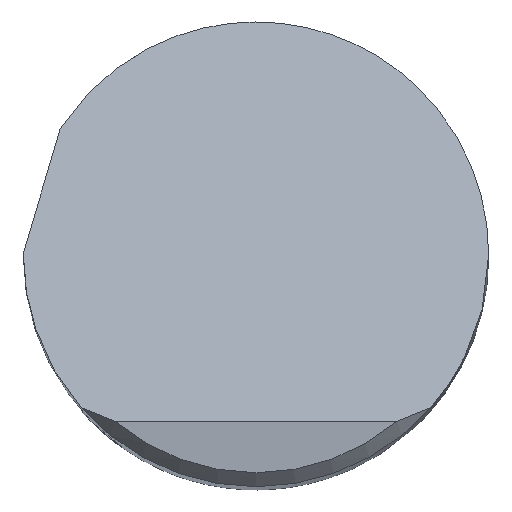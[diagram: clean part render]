
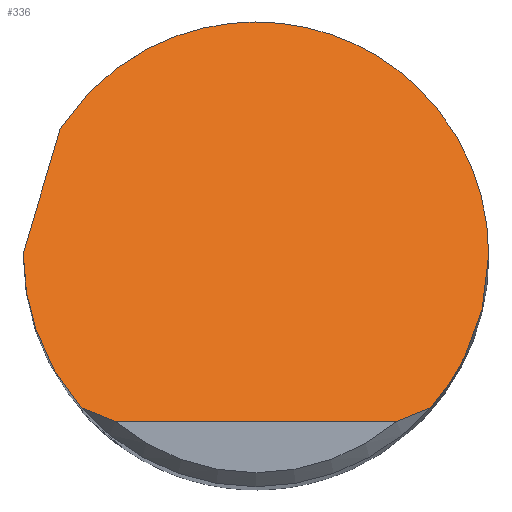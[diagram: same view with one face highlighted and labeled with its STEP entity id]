
A CAD part, top view. The second image highlights one B-rep face of the part: STEP entity #336.
In plain terms, the highlighted planar face has unit normal (0, 0.707, 0.707).
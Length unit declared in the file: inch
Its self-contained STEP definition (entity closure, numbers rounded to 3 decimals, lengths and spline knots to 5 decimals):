
#5 = VERTEX_POINT ( 'NONE', #748 ) ;
#12 = CARTESIAN_POINT ( 'NONE',  ( -0.30133, -0.1724, 2.4924 ) ) ;
#28 = CARTESIAN_POINT ( 'NONE',  ( -0.25, 0.001, 2.319 ) ) ;
#80 = CARTESIAN_POINT ( 'NONE',  ( -0.18782, -0.165, 2.485 ) ) ;
#101 = ORIENTED_EDGE ( 'NONE', *, *, #698, .F. ) ;
#106 = CARTESIAN_POINT ( 'NONE',  ( 0.25, 0., 2.32 ) ) ;
#111 = VERTEX_POINT ( 'NONE', #248 ) ;
#118 = CARTESIAN_POINT ( 'NONE',  ( -0.18782, -0.165, 2.485 ) ) ;
#137 = CARTESIAN_POINT ( 'NONE',  ( -0.04431, 0.39324, 1.92676 ) ) ;
#140 = EDGE_CURVE ( 'NONE', #679, #5, #725, .T. ) ;
#171 = CARTESIAN_POINT ( 'NONE',  ( -0.25, 0., 2.32 ) ) ;
#175 = ORIENTED_EDGE ( 'NONE', *, *, #472, .F. ) ;
#180 = CARTESIAN_POINT ( 'NONE',  ( -0.25, 0., 2.32 ) ) ;
#192 = LINE ( 'NONE', #845, #567 ) ;
#216 = ORIENTED_EDGE ( 'NONE', *, *, #709, .T. ) ;
#223 = CARTESIAN_POINT ( 'NONE',  ( -0.25, 0.001, 2.319 ) ) ;
#248 = CARTESIAN_POINT ( 'NONE',  ( -0.18782, -0.165, 2.485 ) ) ;
#252 = VERTEX_POINT ( 'NONE', #453 ) ;
#253 = DIRECTION ( 'NONE',  ( 1., 0., 0. ) ) ;
#273 = CARTESIAN_POINT ( 'NONE',  ( -0.15108, -0.18, 2.5 ) ) ;
#288 = FACE_OUTER_BOUND ( 'NONE', #793, .T. ) ;
#307 = VECTOR ( 'NONE', #790, 39.37008 ) ;
#319 = EDGE_CURVE ( 'NONE', #345, #679, #765, .T. ) ;
#336 = ADVANCED_FACE ( 'NONE', ( #288 ), #359, .F. ) ;
#345 = VERTEX_POINT ( 'NONE', #578 ) ;
#353 = CARTESIAN_POINT ( 'NONE',  ( -0.21026, 0.13524, 2.18476 ) ) ;
#359 = PLANE ( 'NONE',  #661 ) ;
#362 = CARTESIAN_POINT ( 'NONE',  ( 0.16367, -0.17542, 2.49542 ) ) ;
#380 =( BOUNDED_CURVE ( )  B_SPLINE_CURVE ( 3, ( #118, #504, #771, #180 ),
 .UNSPECIFIED., .F., .T. ) 
 B_SPLINE_CURVE_WITH_KNOTS ( ( 4, 4 ),
 ( 3.99157, 4.71239 ),
 .UNSPECIFIED. ) 
 CURVE ( )  GEOMETRIC_REPRESENTATION_ITEM ( )  RATIONAL_B_SPLINE_CURVE ( ( 1., 0.957, 0.957, 1. ) ) 
 REPRESENTATION_ITEM ( '' )  );
#425 = B_SPLINE_CURVE_WITH_KNOTS ( 'NONE', 3,
 ( #611, #362, #546, #810 ),
 .UNSPECIFIED., .F., .F.,
 ( 4, 4 ),
 ( 0., 0.00108 ),
 .UNSPECIFIED. ) ;
#434 = ORIENTED_EDGE ( 'NONE', *, *, #140, .F. ) ;
#446 = EDGE_CURVE ( 'NONE', #252, #616, #192, .T. ) ;
#453 = CARTESIAN_POINT ( 'NONE',  ( -0.15108, -0.18, 2.5 ) ) ;
#472 = EDGE_CURVE ( 'NONE', #111, #345, #380, .T. ) ;
#473 =( BOUNDED_CURVE ( )  B_SPLINE_CURVE ( 3, ( #106, #488, #821, #491 ),
 .UNSPECIFIED., .F., .F. ) 
 B_SPLINE_CURVE_WITH_KNOTS ( ( 4, 4 ),
 ( 1.5708, 2.29162 ),
 .UNSPECIFIED. ) 
 CURVE ( )  GEOMETRIC_REPRESENTATION_ITEM ( )  RATIONAL_B_SPLINE_CURVE ( ( 1., 0.957, 0.957, 1. ) ) 
 REPRESENTATION_ITEM ( '' )  );
#474 = CARTESIAN_POINT ( 'NONE',  ( -0.25, -0.18, 2.5 ) ) ;
#476 = ORIENTED_EDGE ( 'NONE', *, *, #783, .F. ) ;
#488 = CARTESIAN_POINT ( 'NONE',  ( 0.25, -0.06141, 2.38141 ) ) ;
#491 = CARTESIAN_POINT ( 'NONE',  ( 0.18782, -0.165, 2.485 ) ) ;
#492 = DIRECTION ( 'NONE',  ( 0., 0.707, -0.707 ) ) ;
#504 = CARTESIAN_POINT ( 'NONE',  ( -0.22834, -0.11887, 2.43887 ) ) ;
#546 = CARTESIAN_POINT ( 'NONE',  ( 0.17589, -0.1704, 2.4904 ) ) ;
#559 = DIRECTION ( 'NONE',  ( 0., -0.707, -0.707 ) ) ;
#562 =( BOUNDED_CURVE ( )  B_SPLINE_CURVE ( 3, ( #353, #137, #747, #678 ),
 .UNSPECIFIED., .F., .F. ) 
 B_SPLINE_CURVE_WITH_KNOTS ( ( 4, 4 ),
 ( 5.28398, 7.85398 ),
 .UNSPECIFIED. ) 
 CURVE ( )  GEOMETRIC_REPRESENTATION_ITEM ( )  RATIONAL_B_SPLINE_CURVE ( ( 1., 0.521, 0.521, 1. ) ) 
 REPRESENTATION_ITEM ( '' )  );
#567 = VECTOR ( 'NONE', #253, 39.37008 ) ;
#578 = CARTESIAN_POINT ( 'NONE',  ( -0.25, 0., 2.32 ) ) ;
#590 = ORIENTED_EDGE ( 'NONE', *, *, #319, .F. ) ;
#602 = CARTESIAN_POINT ( 'NONE',  ( -0.17589, -0.1704, 2.4904 ) ) ;
#611 = CARTESIAN_POINT ( 'NONE',  ( 0.15108, -0.18, 2.5 ) ) ;
#615 = CARTESIAN_POINT ( 'NONE',  ( -0.16367, -0.17542, 2.49542 ) ) ;
#616 = VERTEX_POINT ( 'NONE', #670 ) ;
#638 = ORIENTED_EDGE ( 'NONE', *, *, #446, .T. ) ;
#661 = AXIS2_PLACEMENT_3D ( 'NONE', #474, #559, #492 ) ;
#670 = CARTESIAN_POINT ( 'NONE',  ( 0.15108, -0.18, 2.5 ) ) ;
#678 = CARTESIAN_POINT ( 'NONE',  ( 0.25, 0., 2.32 ) ) ;
#679 = VERTEX_POINT ( 'NONE', #223 ) ;
#687 = B_SPLINE_CURVE_WITH_KNOTS ( 'NONE', 3,
 ( #80, #602, #615, #273 ),
 .UNSPECIFIED., .F., .F.,
 ( 4, 4 ),
 ( 0., 0.00108 ),
 .UNSPECIFIED. ) ;
#692 = CARTESIAN_POINT ( 'NONE',  ( -0.25, 0.00067, 2.31933 ) ) ;
#698 = EDGE_CURVE ( 'NONE', #699, #814, #473, .T. ) ;
#699 = VERTEX_POINT ( 'NONE', #754 ) ;
#709 = EDGE_CURVE ( 'NONE', #616, #814, #425, .T. ) ;
#725 = LINE ( 'NONE', #12, #307 ) ;
#742 = CARTESIAN_POINT ( 'NONE',  ( -0.25, 0.00033, 2.31967 ) ) ;
#747 = CARTESIAN_POINT ( 'NONE',  ( 0.25, 0.30676, 2.01324 ) ) ;
#748 = CARTESIAN_POINT ( 'NONE',  ( -0.21026, 0.13524, 2.18476 ) ) ;
#754 = CARTESIAN_POINT ( 'NONE',  ( 0.25, 0., 2.32 ) ) ;
#765 =( BOUNDED_CURVE ( )  B_SPLINE_CURVE ( 3, ( #171, #742, #692, #28 ),
 .UNSPECIFIED., .F., .T. ) 
 B_SPLINE_CURVE_WITH_KNOTS ( ( 4, 4 ),
 ( 4.71239, 4.71639 ),
 .UNSPECIFIED. ) 
 CURVE ( )  GEOMETRIC_REPRESENTATION_ITEM ( )  RATIONAL_B_SPLINE_CURVE ( ( 1., 1., 1., 1. ) ) 
 REPRESENTATION_ITEM ( '' )  );
#771 = CARTESIAN_POINT ( 'NONE',  ( -0.25, -0.06141, 2.38141 ) ) ;
#783 = EDGE_CURVE ( 'NONE', #5, #699, #562, .T. ) ;
#790 = DIRECTION ( 'NONE',  ( 0.205, 0.692, -0.692 ) ) ;
#793 = EDGE_LOOP ( 'NONE', ( #638, #216, #101, #476, #434, #590, #175, #811 ) ) ;
#804 = EDGE_CURVE ( 'NONE', #111, #252, #687, .T. ) ;
#809 = CARTESIAN_POINT ( 'NONE',  ( 0.18782, -0.165, 2.485 ) ) ;
#810 = CARTESIAN_POINT ( 'NONE',  ( 0.18782, -0.165, 2.485 ) ) ;
#811 = ORIENTED_EDGE ( 'NONE', *, *, #804, .T. ) ;
#814 = VERTEX_POINT ( 'NONE', #809 ) ;
#821 = CARTESIAN_POINT ( 'NONE',  ( 0.22834, -0.11887, 2.43887 ) ) ;
#845 = CARTESIAN_POINT ( 'NONE',  ( 0., -0.18, 2.5 ) ) ;
